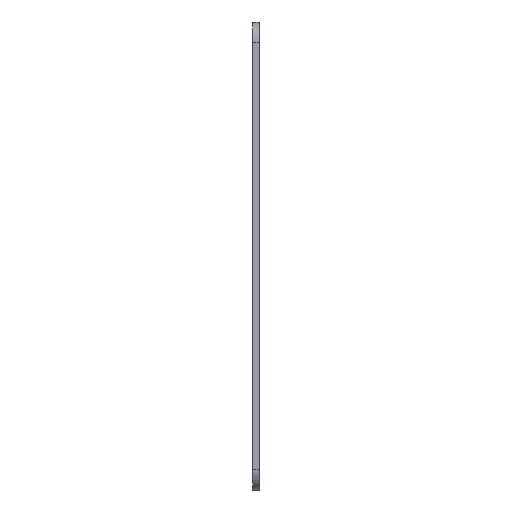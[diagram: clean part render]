
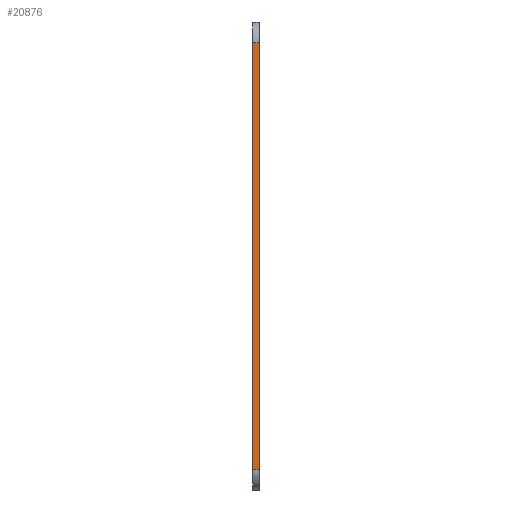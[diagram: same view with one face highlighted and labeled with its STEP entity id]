
A CAD part, left-side view. The second image highlights one B-rep face of the part: STEP entity #20876.
In plain terms, the highlighted planar face has unit normal (-1, 0, 0).
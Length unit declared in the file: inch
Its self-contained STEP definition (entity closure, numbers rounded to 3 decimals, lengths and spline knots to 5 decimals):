
#1750 = AXIS2_PLACEMENT_3D ( 'NONE', #2144, #13497, #29317 ) ;
#1886 = LINE ( 'NONE', #21818, #19199 ) ;
#1933 = FACE_OUTER_BOUND ( 'NONE', #13397, .T. ) ;
#1961 = VECTOR ( 'NONE', #17574, 39.37008 ) ;
#2144 = CARTESIAN_POINT ( 'NONE',  ( 0., -0.0625, 0. ) ) ;
#8683 = LINE ( 'NONE', #22098, #1961 ) ;
#8963 = PLANE ( 'NONE',  #1750 ) ;
#11023 = VECTOR ( 'NONE', #17423, 39.37008 ) ;
#12416 = CARTESIAN_POINT ( 'NONE',  ( 0., -0.0625, -4.01776 ) ) ;
#12771 = EDGE_CURVE ( 'NONE', #18810, #13646, #1886, .T. ) ;
#12952 = ORIENTED_EDGE ( 'NONE', *, *, #29144, .T. ) ;
#13397 = EDGE_LOOP ( 'NONE', ( #25840, #24690, #20299, #12952 ) ) ;
#13497 = DIRECTION ( 'NONE',  ( -1., 0., 0. ) ) ;
#13646 = VERTEX_POINT ( 'NONE', #22871 ) ;
#14206 = CARTESIAN_POINT ( 'NONE',  ( 0., 0., -4.01776 ) ) ;
#14325 = EDGE_CURVE ( 'NONE', #24852, #18810, #19150, .T. ) ;
#15069 = CARTESIAN_POINT ( 'NONE',  ( 0., -0.0625, 0. ) ) ;
#15293 = VERTEX_POINT ( 'NONE', #14206 ) ;
#17423 = DIRECTION ( 'NONE',  ( 0., 0., 1. ) ) ;
#17574 = DIRECTION ( 'NONE',  ( 0., 0., 1. ) ) ;
#18810 = VERTEX_POINT ( 'NONE', #28905 ) ;
#19150 = LINE ( 'NONE', #15069, #11023 ) ;
#19199 = VECTOR ( 'NONE', #19546, 39.37008 ) ;
#19546 = DIRECTION ( 'NONE',  ( 0., 1., 0. ) ) ;
#20114 = CARTESIAN_POINT ( 'NONE',  ( 0., -0.0625, -4.01776 ) ) ;
#20299 = ORIENTED_EDGE ( 'NONE', *, *, #26664, .F. ) ;
#20876 = ADVANCED_FACE ( 'NONE', ( #1933 ), #8963, .T. ) ;
#21818 = CARTESIAN_POINT ( 'NONE',  ( 0., -0.0625, -0.1875 ) ) ;
#22098 = CARTESIAN_POINT ( 'NONE',  ( 0., 0., 0. ) ) ;
#22871 = CARTESIAN_POINT ( 'NONE',  ( 0., 0., -0.1875 ) ) ;
#24647 = DIRECTION ( 'NONE',  ( 0., -1., 0. ) ) ;
#24690 = ORIENTED_EDGE ( 'NONE', *, *, #12771, .T. ) ;
#24806 = VECTOR ( 'NONE', #24647, 39.37008 ) ;
#24852 = VERTEX_POINT ( 'NONE', #12416 ) ;
#25528 = LINE ( 'NONE', #20114, #24806 ) ;
#25840 = ORIENTED_EDGE ( 'NONE', *, *, #14325, .T. ) ;
#26664 = EDGE_CURVE ( 'NONE', #15293, #13646, #8683, .T. ) ;
#28905 = CARTESIAN_POINT ( 'NONE',  ( 0., -0.0625, -0.1875 ) ) ;
#29144 = EDGE_CURVE ( 'NONE', #15293, #24852, #25528, .T. ) ;
#29317 = DIRECTION ( 'NONE',  ( 0., 0., 1. ) ) ;
